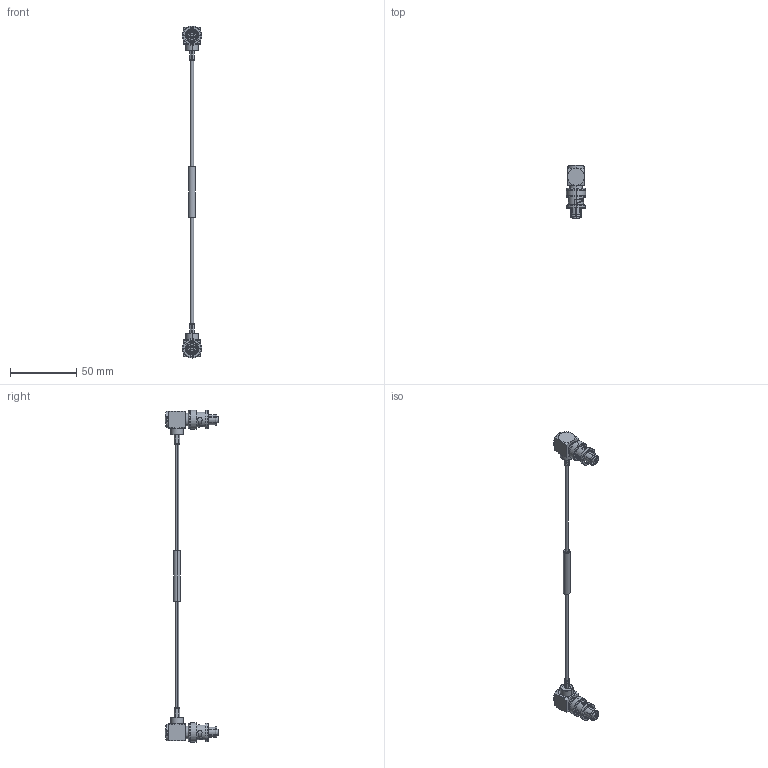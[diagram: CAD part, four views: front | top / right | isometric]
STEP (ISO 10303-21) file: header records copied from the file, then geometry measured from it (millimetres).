
FILE_DESCRIPTION (( 'STEP AP214' ), '1' );
FILE_NAME ('FMCA3164_3D.step', '2023-02-24T22:26:22', ( '' ), ( '' ), 'SwSTEP 2.0', 'SolidWorks 2022', '' );
FILE_SCHEMA (( 'AUTOMOTIVE_DESIGN' ));
Length unit declared in the file: inch
Products named in the file (8): FMCN45848; FMCA3164_3D; Copy of PE45848-1^FMCN45848; Copy of PE45848-3_FERRULE^FMCN45848; RG316_U^FMCA3164_RG316U; Copy of PE45848-2_CAP^FMCN45848
Assembly tree (9 placements, depth 3):
  FMCA3164_3D
    RG316_U^FMCA3164_RG316U
    FMCN45848
      Copy of PE45848-1^FMCN45848
      Copy of PE45848-2_CAP^FMCN45848
      Copy of PE45848-3_FERRULE^FMCN45848
    FMCN45848
      Copy of PE45848-1^FMCN45848
      Copy of PE45848-2_CAP^FMCN45848
      Copy of PE45848-3_FERRULE^FMCN45848
Bounding box: 14.5 x 40.01 x 250 mm (x, y, z)
Volume: 9770.2 mm3; surface area: 10796.6 mm2
Topology: 7 solids, 7 shells, 386 faces, 964 edges, 622 vertices
Faces by surface type: plane 174, cylinder 118, cone 54, torus 20, sphere 20
Entity records: 7720 total; most frequent: CARTESIAN_POINT 2019, DIRECTION 1183, ORIENTED_EDGE 1078, EDGE_CURVE 539, AXIS2_PLACEMENT_3D 478, VERTEX_POINT 349, CIRCLE 248, EDGE_LOOP 242
